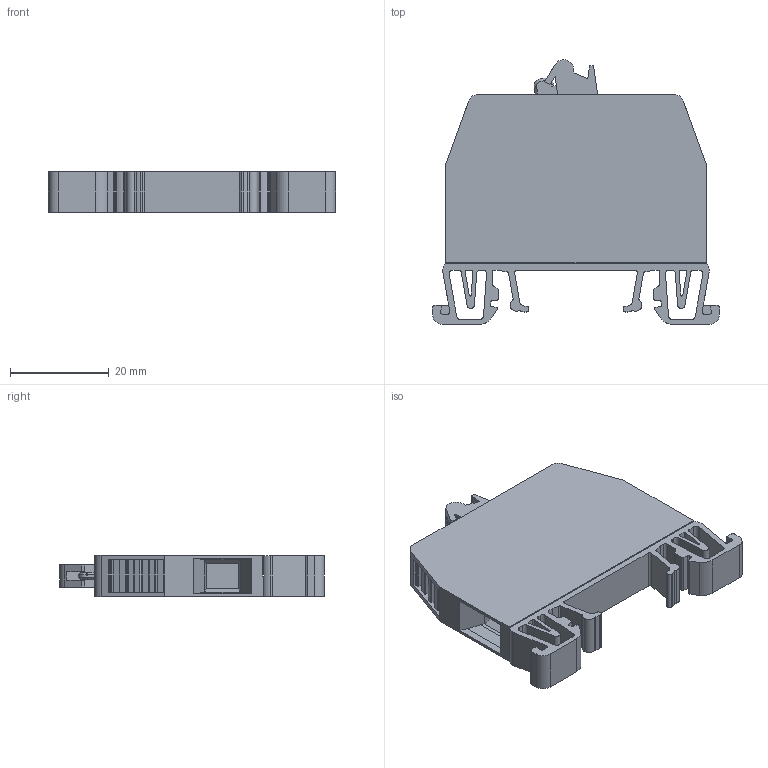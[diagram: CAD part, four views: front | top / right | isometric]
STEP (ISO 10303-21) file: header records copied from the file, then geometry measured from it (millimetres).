
FILE_DESCRIPTION (( 'STEP AP203' ), '1' );
FILE_NAME ('MRK 6 Test Klemens.STEP', '2019-12-24T11:56:23', ( '' ), ( '' ), 'SwSTEP 2.0', 'SolidWorks 2011', '' );
FILE_SCHEMA (( 'CONFIG_CONTROL_DESIGN' ));
Length unit declared in the file: millimetre
Products named in the file (1): MRK 6 Test Klemens
Bounding box: 58.15 x 53.56 x 8.5 mm (x, y, z)
Volume: 15227.7 mm3; surface area: 9255.8 mm2
Topology: 1 solids, 1 shells, 469 faces, 1348 edges, 889 vertices
Faces by surface type: plane 270, cylinder 189, cone 10
Entity records: 15484 total; most frequent: CARTESIAN_POINT 2731, ORIENTED_EDGE 2696, DIRECTION 2677, EDGE_CURVE 1348, LINE 943, VECTOR 943, VERTEX_POINT 889, AXIS2_PLACEMENT_3D 867
